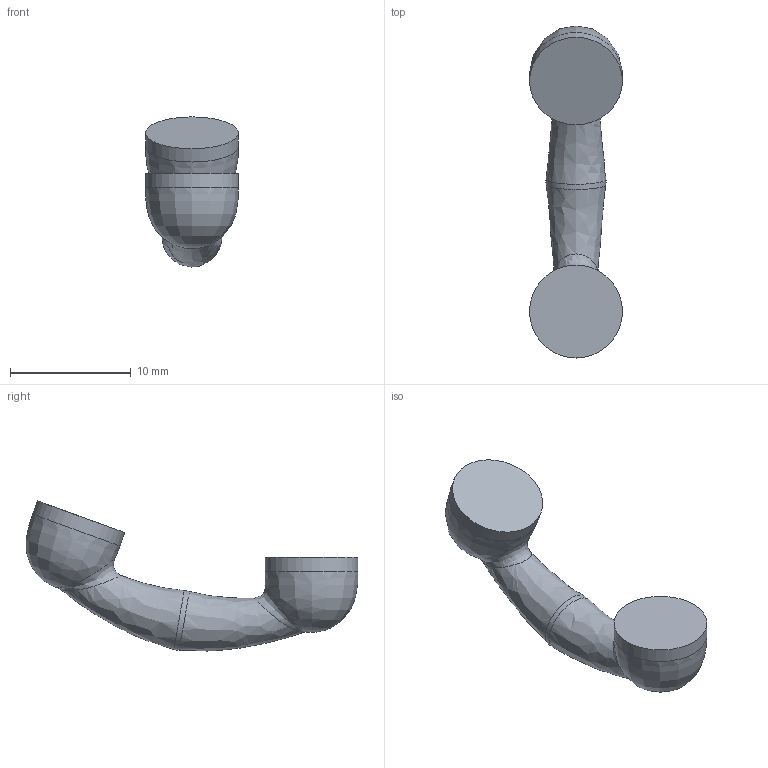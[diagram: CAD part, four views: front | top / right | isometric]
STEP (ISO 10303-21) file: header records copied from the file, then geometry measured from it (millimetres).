
FILE_DESCRIPTION(/* description */ (''),/* implementation_level */ '2;1');
FILE_NAME(/* name */ 'sluchatko v2.step',/* time_stamp */ '2022-10-05T10:55:50+02:00',/* author */ (''),/* organization */ (''),/* preprocessor_version */ 'ST-DEVELOPER v19',/* originating_system */ 'Autodesk Translation Framework v11.7.0.108',/* authorisation */ '');
FILE_SCHEMA (('AUTOMOTIVE_DESIGN { 1 0 10303 214 3 1 1 }'));
Length unit declared in the file: millimetre
Products named in the file (1): sluchatko
Bounding box: 7.7 x 27.5 x 12.44 mm (x, y, z)
Volume: 689.7 mm3; surface area: 591.2 mm2
Topology: 1 solids, 1 shells, 11 faces, 25 edges, 16 vertices
Faces by surface type: bspline 7, cylinder 2, plane 2
Full cylindrical faces by diameter (mm): 7.7 x2
Entity records: 967 total; most frequent: CARTESIAN_POINT 732, ORIENTED_EDGE 46, DIRECTION 30, EDGE_CURVE 23, VERTEX_POINT 16, AXIS2_PLACEMENT_3D 14, EDGE_LOOP 13, FACE_OUTER_BOUND 11
